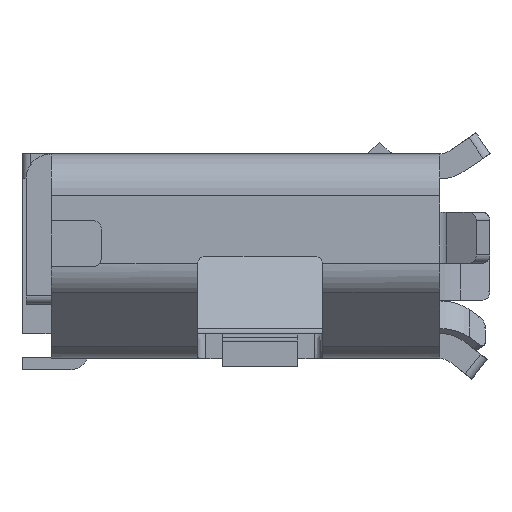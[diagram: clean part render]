
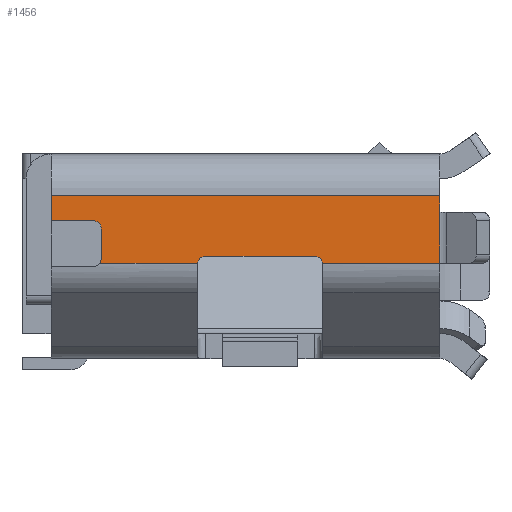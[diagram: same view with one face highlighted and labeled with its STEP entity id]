
A CAD part, left-side view. The second image highlights one B-rep face of the part: STEP entity #1456.
In plain terms, the highlighted planar face has unit normal (-1, 0, 0).
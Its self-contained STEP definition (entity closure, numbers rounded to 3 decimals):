
#1456 = ADVANCED_FACE( '', ( #2985 ), #2986, .T. );
#2985 = FACE_OUTER_BOUND( '', #4656, .T. );
#2986 = PLANE( '', #4657 );
#4656 = EDGE_LOOP( '', ( #8854, #8855, #8856, #8857, #8858, #8859, #8860, #8861, #8862, #8863, #8864, #8865, #8866 ) );
#4657 = AXIS2_PLACEMENT_3D( '', #8867, #8868, #8869 );
#8854 = ORIENTED_EDGE( '', *, *, #10929, .T. );
#8855 = ORIENTED_EDGE( '', *, *, #12350, .T. );
#8856 = ORIENTED_EDGE( '', *, *, #12351, .T. );
#8857 = ORIENTED_EDGE( '', *, *, #12352, .T. );
#8858 = ORIENTED_EDGE( '', *, *, #12317, .F. );
#8859 = ORIENTED_EDGE( '', *, *, #12286, .F. );
#8860 = ORIENTED_EDGE( '', *, *, #10601, .F. );
#8861 = ORIENTED_EDGE( '', *, *, #12353, .F. );
#8862 = ORIENTED_EDGE( '', *, *, #12354, .T. );
#8863 = ORIENTED_EDGE( '', *, *, #12355, .F. );
#8864 = ORIENTED_EDGE( '', *, *, #10992, .T. );
#8865 = ORIENTED_EDGE( '', *, *, #12356, .T. );
#8866 = ORIENTED_EDGE( '', *, *, #12357, .T. );
#8867 = CARTESIAN_POINT( '', ( -7.1, 2.5, -0.168 ) );
#8868 = DIRECTION( '', ( -1., 0., 0. ) );
#8869 = DIRECTION( '', ( 0., 0., 1. ) );
#10601 = EDGE_CURVE( '', #12790, #12792, #12793, .T. );
#10929 = EDGE_CURVE( '', #13373, #13375, #13377, .T. );
#10992 = EDGE_CURVE( '', #13487, #13485, #13488, .F. );
#12286 = EDGE_CURVE( '', #12792, #15408, #15410, .T. );
#12317 = EDGE_CURVE( '', #15408, #15448, #15449, .F. );
#12350 = EDGE_CURVE( '', #13375, #15488, #15489, .F. );
#12351 = EDGE_CURVE( '', #15488, #15390, #15490, .F. );
#12352 = EDGE_CURVE( '', #15390, #15448, #15491, .T. );
#12353 = EDGE_CURVE( '', #15492, #12790, #15493, .T. );
#12354 = EDGE_CURVE( '', #15492, #15494, #15495, .F. );
#12355 = EDGE_CURVE( '', #13487, #15494, #15496, .T. );
#12356 = EDGE_CURVE( '', #13485, #15497, #15498, .F. );
#12357 = EDGE_CURVE( '', #15497, #13373, #15499, .F. );
#12790 = VERTEX_POINT( '', #15996 );
#12792 = VERTEX_POINT( '', #15999 );
#12793 = LINE( '', #16000, #16001 );
#13373 = VERTEX_POINT( '', #16808 );
#13375 = VERTEX_POINT( '', #16811 );
#13377 = LINE( '', #16814, #16815 );
#13485 = VERTEX_POINT( '', #16969 );
#13487 = VERTEX_POINT( '', #16980 );
#13488 = CIRCLE( '', #16981, 0.1 );
#15390 = VERTEX_POINT( '', #19710 );
#15408 = VERTEX_POINT( '', #19735 );
#15410 = LINE( '', #19737, #19738 );
#15448 = VERTEX_POINT( '', #19799 );
#15449 = LINE( '', #19800, #19801 );
#15488 = VERTEX_POINT( '', #19856 );
#15489 = CIRCLE( '', #19857, 0.1 );
#15490 = LINE( '', #19858, #19859 );
#15491 = LINE( '', #19860, #19861 );
#15492 = VERTEX_POINT( '', #19862 );
#15493 = LINE( '', #19863, #19864 );
#15494 = VERTEX_POINT( '', #19865 );
#15495 = CIRCLE( '', #19866, 0.1 );
#15496 = LINE( '', #19867, #19868 );
#15497 = VERTEX_POINT( '', #19869 );
#15498 = LINE( '', #19870, #19871 );
#15499 = CIRCLE( '', #19872, 0.1 );
#15996 = CARTESIAN_POINT( '', ( -7.1, 2.15, 0.425 ) );
#15999 = CARTESIAN_POINT( '', ( -7.1, 2.15, 0.725 ) );
#16000 = CARTESIAN_POINT( '', ( -7.1, 2.15, -7.575 ) );
#16001 = VECTOR( '', #20420, 1000. );
#16808 = CARTESIAN_POINT( '', ( -7.1, 0.3, 0. ) );
#16811 = CARTESIAN_POINT( '', ( -7.1, -1., 0. ) );
#16814 = CARTESIAN_POINT( '', ( -7.1, 0.4, 0. ) );
#16815 = VECTOR( '', #20817, 1000. );
#16969 = CARTESIAN_POINT( '', ( -7.1, 1.57, -0.085 ) );
#16980 = CARTESIAN_POINT( '', ( -7.1, 1.55, -0.025 ) );
#16981 = AXIS2_PLACEMENT_3D( '', #20888, #20889, #20890 );
#19710 = CARTESIAN_POINT( '', ( -7.1, -2.5, -0.085 ) );
#19735 = CARTESIAN_POINT( '', ( -7.1, -2.5, 0.725 ) );
#19737 = CARTESIAN_POINT( '', ( -7.1, 2.5, 0.725 ) );
#19738 = VECTOR( '', #22270, 1000. );
#19799 = CARTESIAN_POINT( '', ( -7.1, -2.5, 0.525 ) );
#19800 = CARTESIAN_POINT( '', ( -7.1, -2.5, -0.168 ) );
#19801 = VECTOR( '', #22300, 1000. );
#19856 = CARTESIAN_POINT( '', ( -7.1, -1.099, -0.085 ) );
#19857 = AXIS2_PLACEMENT_3D( '', #22329, #22330, #22331 );
#19858 = CARTESIAN_POINT( '', ( -7.1, 2.5, -0.085 ) );
#19859 = VECTOR( '', #22332, 1000. );
#19860 = CARTESIAN_POINT( '', ( -7.1, -2.5, -0.085 ) );
#19861 = VECTOR( '', #22333, 1000. );
#19862 = CARTESIAN_POINT( '', ( -7.1, 1.65, 0.425 ) );
#19863 = CARTESIAN_POINT( '', ( -7.1, 1.55, 0.425 ) );
#19864 = VECTOR( '', #22334, 1000. );
#19865 = CARTESIAN_POINT( '', ( -7.1, 1.55, 0.325 ) );
#19866 = AXIS2_PLACEMENT_3D( '', #22335, #22336, #22337 );
#19867 = CARTESIAN_POINT( '', ( -7.1, 1.55, -0.125 ) );
#19868 = VECTOR( '', #22338, 1000. );
#19869 = CARTESIAN_POINT( '', ( -7.1, 0.399, -0.085 ) );
#19870 = CARTESIAN_POINT( '', ( -7.1, 2.5, -0.085 ) );
#19871 = VECTOR( '', #22339, 1000. );
#19872 = AXIS2_PLACEMENT_3D( '', #22340, #22341, #22342 );
#20420 = DIRECTION( '', ( 0., 0., 1. ) );
#20817 = DIRECTION( '', ( 0., -1., 0. ) );
#20888 = CARTESIAN_POINT( '', ( -7.1, 1.65, -0.025 ) );
#20889 = DIRECTION( '', ( -1., 0., 0. ) );
#20890 = DIRECTION( '', ( 0., 0., 1. ) );
#22270 = DIRECTION( '', ( 0., -1., 0. ) );
#22300 = DIRECTION( '', ( 0., 0., 1. ) );
#22329 = CARTESIAN_POINT( '', ( -7.1, -1., -0.1 ) );
#22330 = DIRECTION( '', ( -1., 0., 0. ) );
#22331 = DIRECTION( '', ( 0., 0., 1. ) );
#22332 = DIRECTION( '', ( 0., 1., 0. ) );
#22333 = DIRECTION( '', ( 0., 0., 1. ) );
#22334 = DIRECTION( '', ( 0., 1., 0. ) );
#22335 = CARTESIAN_POINT( '', ( -7.1, 1.65, 0.325 ) );
#22336 = DIRECTION( '', ( -1., 0., 0. ) );
#22337 = DIRECTION( '', ( 0., 0., 1. ) );
#22338 = DIRECTION( '', ( 0., 0., 1. ) );
#22339 = DIRECTION( '', ( 0., 1., 0. ) );
#22340 = CARTESIAN_POINT( '', ( -7.1, 0.3, -0.1 ) );
#22341 = DIRECTION( '', ( -1., 0., 0. ) );
#22342 = DIRECTION( '', ( 0., 0., 1. ) );
